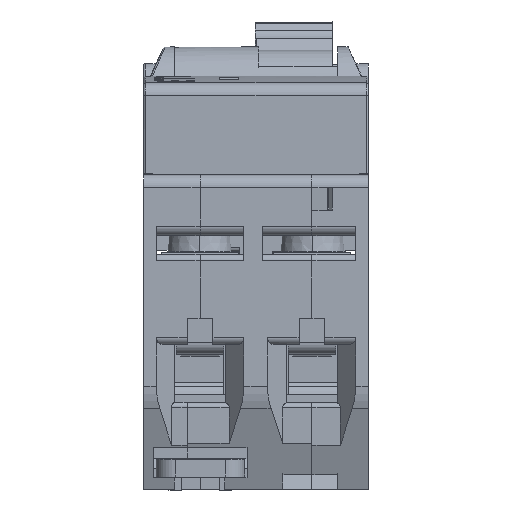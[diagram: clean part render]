
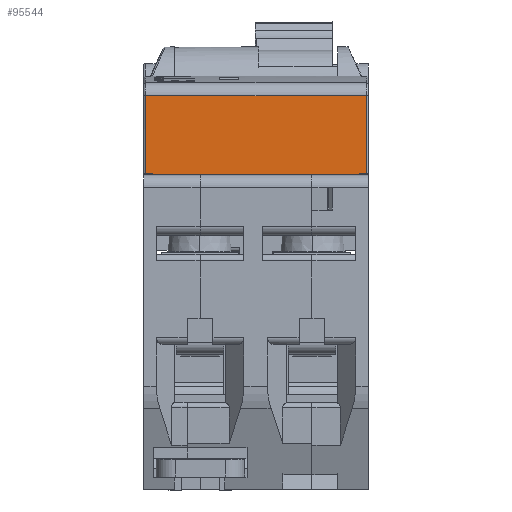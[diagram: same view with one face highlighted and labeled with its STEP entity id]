
A CAD part, left-side view. The second image highlights one B-rep face of the part: STEP entity #95544.
In plain terms, the highlighted face is planar.
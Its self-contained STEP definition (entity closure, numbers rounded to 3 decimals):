
#60241=DIRECTION('',(0.,1.,0.));
#60242=VECTOR('',#60241,1.97);
#60243=CARTESIAN_POINT('',(22.5,-1.97,-25.4));
#60244=LINE('',#60243,#60242);
#63644=DIRECTION('',(0.,-1.,0.));
#63645=VECTOR('',#63644,1.97);
#63646=CARTESIAN_POINT('',(22.5,0.,0.));
#63647=LINE('',#63646,#63645);
#71049=DIRECTION('',(0.,1.,0.));
#71050=VECTOR('',#71049,12.158);
#71051=CARTESIAN_POINT('',(22.5,0.157,-29.9));
#71052=LINE('',#71051,#71050);
#71056=DIRECTION('',(0.,-0.035,0.999));
#71057=VECTOR('',#71056,4.503);
#71058=CARTESIAN_POINT('',(22.5,0.157,-29.9));
#71059=LINE('',#71058,#71057);
#71063=DIRECTION('',(0.,0.017,1.));
#71064=VECTOR('',#71063,4.001);
#71065=CARTESIAN_POINT('',(22.5,-1.97,-25.4));
#71066=LINE('',#71065,#71064);
#71070=DIRECTION('',(0.,-0.017,1.));
#71071=VECTOR('',#71070,4.001);
#71072=CARTESIAN_POINT('',(22.5,-1.9,-4.));
#71073=LINE('',#71072,#71071);
#71077=DIRECTION('',(0.,0.035,0.999));
#71078=VECTOR('',#71077,4.503);
#71079=CARTESIAN_POINT('',(22.5,0.,0.));
#71080=LINE('',#71079,#71078);
#71552=DIRECTION('',(0.,0.,-1.));
#71553=VECTOR('',#71552,17.4);
#71554=CARTESIAN_POINT('',(22.5,0.,-4.));
#71555=LINE('',#71554,#71553);
#74173=DIRECTION('',(0.,1.,0.));
#74174=VECTOR('',#74173,1.9);
#74175=CARTESIAN_POINT('',(22.5,-1.9,-4.));
#74176=LINE('',#74175,#74174);
#74252=DIRECTION('',(0.,-1.,0.));
#74253=VECTOR('',#74252,1.9);
#74254=CARTESIAN_POINT('',(22.5,0.,-21.4));
#74255=LINE('',#74254,#74253);
#74885=DIRECTION('',(0.,-1.,0.));
#74886=VECTOR('',#74885,12.158);
#74887=CARTESIAN_POINT('',(22.5,12.316,4.5));
#74888=LINE('',#74887,#74886);
#74984=DIRECTION('',(0.,0.,1.));
#74985=VECTOR('',#74984,34.4);
#74986=CARTESIAN_POINT('',(22.5,12.316,-29.9));
#74987=LINE('',#74986,#74985);
#79793=CARTESIAN_POINT('',(22.5,0.,0.));
#79794=VERTEX_POINT('',#79793);
#79795=CARTESIAN_POINT('',(22.5,-1.97,0.));
#79796=VERTEX_POINT('',#79795);
#80089=CARTESIAN_POINT('',(22.5,0.157,-29.9));
#80090=CARTESIAN_POINT('',(22.5,12.316,-29.9));
#80091=VERTEX_POINT('',#80089);
#80092=VERTEX_POINT('',#80090);
#80093=CARTESIAN_POINT('',(22.5,0.,-25.4));
#80094=VERTEX_POINT('',#80093);
#80095=CARTESIAN_POINT('',(22.5,-1.97,-25.4));
#80096=VERTEX_POINT('',#80095);
#80097=CARTESIAN_POINT('',(22.5,-1.9,-21.4));
#80098=VERTEX_POINT('',#80097);
#80099=CARTESIAN_POINT('',(22.5,0.,-21.4));
#80100=VERTEX_POINT('',#80099);
#80101=CARTESIAN_POINT('',(22.5,0.,-4.));
#80102=VERTEX_POINT('',#80101);
#80103=CARTESIAN_POINT('',(22.5,-1.9,-4.));
#80104=VERTEX_POINT('',#80103);
#80105=CARTESIAN_POINT('',(22.5,0.157,4.5));
#80106=VERTEX_POINT('',#80105);
#80107=CARTESIAN_POINT('',(22.5,12.316,4.5));
#80108=VERTEX_POINT('',#80107);
#95516=CARTESIAN_POINT('',(22.5,0.,0.));
#95517=DIRECTION('',(1.,0.,0.));
#95518=DIRECTION('',(0.,1.,0.));
#95519=AXIS2_PLACEMENT_3D('',#95516,#95517,#95518);
#95520=PLANE('',#95519);
#95521=ORIENTED_EDGE('',*,*,#95499,.F.);
#95523=ORIENTED_EDGE('',*,*,#95522,.T.);
#95524=ORIENTED_EDGE('',*,*,#84301,.F.);
#95526=ORIENTED_EDGE('',*,*,#95525,.T.);
#95528=ORIENTED_EDGE('',*,*,#95527,.F.);
#95530=ORIENTED_EDGE('',*,*,#95529,.F.);
#95532=ORIENTED_EDGE('',*,*,#95531,.F.);
#95534=ORIENTED_EDGE('',*,*,#95533,.T.);
#95535=ORIENTED_EDGE('',*,*,#87153,.F.);
#95537=ORIENTED_EDGE('',*,*,#95536,.T.);
#95539=ORIENTED_EDGE('',*,*,#95538,.F.);
#95541=ORIENTED_EDGE('',*,*,#95540,.F.);
#95542=EDGE_LOOP('',(#95521,#95523,#95524,#95526,#95528,#95530,#95532,#95534,
#95535,#95537,#95539,#95541));
#95543=FACE_OUTER_BOUND('',#95542,.F.);
#84301=EDGE_CURVE('',#80096,#80094,#60244,.T.);
#87153=EDGE_CURVE('',#79794,#79796,#63647,.T.);
#95499=EDGE_CURVE('',#80091,#80092,#71052,.T.);
#95522=EDGE_CURVE('',#80091,#80094,#71059,.T.);
#95525=EDGE_CURVE('',#80096,#80098,#71066,.T.);
#95527=EDGE_CURVE('',#80100,#80098,#74255,.T.);
#95529=EDGE_CURVE('',#80102,#80100,#71555,.T.);
#95531=EDGE_CURVE('',#80104,#80102,#74176,.T.);
#95533=EDGE_CURVE('',#80104,#79796,#71073,.T.);
#95536=EDGE_CURVE('',#79794,#80106,#71080,.T.);
#95538=EDGE_CURVE('',#80108,#80106,#74888,.T.);
#95540=EDGE_CURVE('',#80092,#80108,#74987,.T.);
#95544=ADVANCED_FACE('',(#95543),#95520,.T.);
